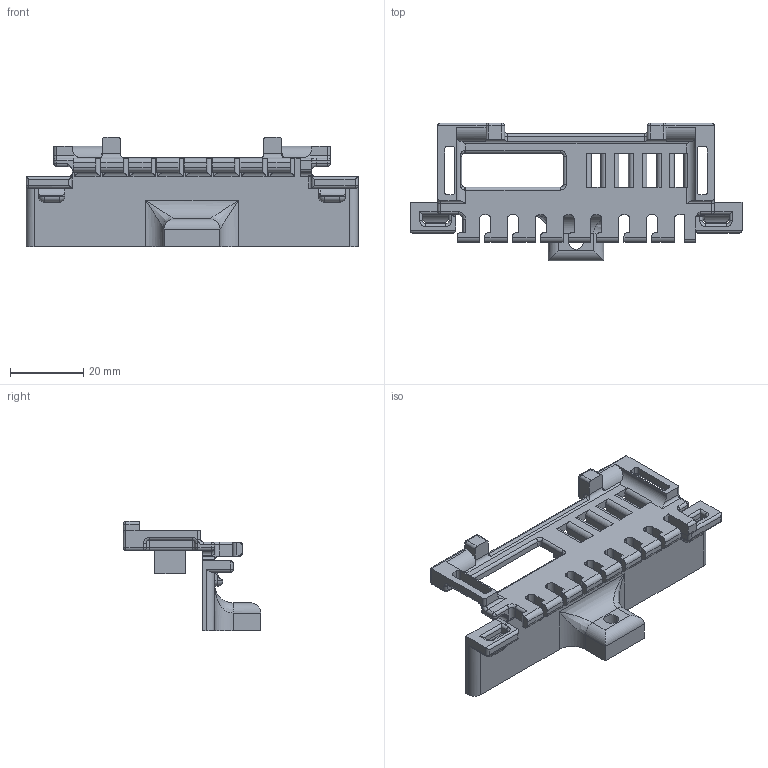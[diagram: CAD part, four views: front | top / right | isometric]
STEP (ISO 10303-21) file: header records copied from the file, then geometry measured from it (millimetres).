
FILE_DESCRIPTION (( 'STEP AP203' ), '1' );
FILE_NAME ('Tator Defender Analog.STEP', '2016-12-27T21:36:51', ( 'TeamTators' ), ( 'HP' ), 'SwSTEP 2.0', 'SolidWorks 2016', '' );
FILE_SCHEMA (( 'CONFIG_CONTROL_DESIGN' ));
Length unit declared in the file: inch
Products named in the file (1): Tator Defender Analog
Bounding box: 90.93 x 37.74 x 29.97 mm (x, y, z)
Volume: 14504.1 mm3; surface area: 11181.7 mm2
Topology: 1 solids, 1 shells, 427 faces, 1145 edges, 686 vertices
Faces by surface type: cylinder 203, plane 160, torus 36, sphere 22, bspline 6
Entity records: 13694 total; most frequent: CARTESIAN_POINT 3025, DIRECTION 2260, ORIENTED_EDGE 2242, EDGE_CURVE 1121, AXIS2_PLACEMENT_3D 789, VERTEX_POINT 686, VECTOR 682, LINE 682
